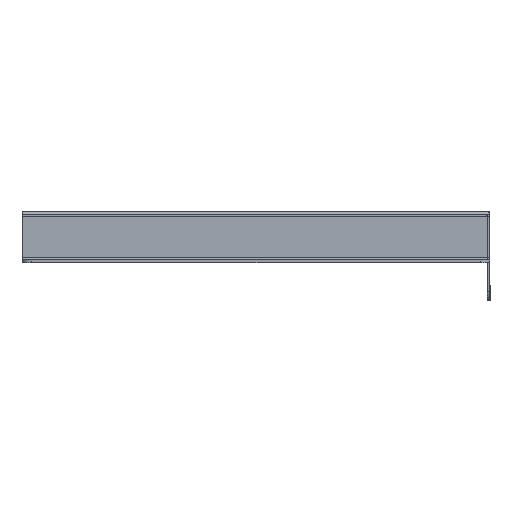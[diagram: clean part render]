
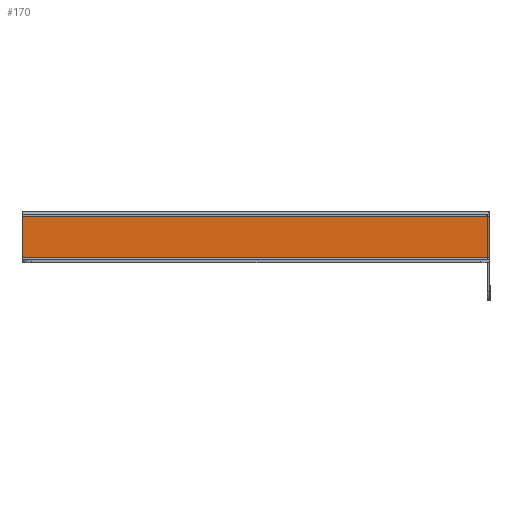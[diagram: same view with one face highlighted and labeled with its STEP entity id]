
A CAD part, left-side view. The second image highlights one B-rep face of the part: STEP entity #170.
In plain terms, the highlighted planar face has unit normal (-1, 0, 0).
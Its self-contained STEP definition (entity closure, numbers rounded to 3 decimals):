
#42 = DIRECTION ( 'NONE',  ( 0., 0., 1. ) ) ;
#59 = DIRECTION ( 'NONE',  ( 0., -1., 0. ) ) ;
#170 = ADVANCED_FACE ( 'NONE', ( #2981 ), #2376, .T. ) ;
#530 = VECTOR ( 'NONE', #1349, 1000. ) ;
#614 = CARTESIAN_POINT ( 'NONE',  ( -320., 0., -24. ) ) ;
#758 = EDGE_LOOP ( 'NONE', ( #1171, #3415, #1933, #1486 ) ) ;
#973 = DIRECTION ( 'NONE',  ( 0., -1., 0. ) ) ;
#1000 = EDGE_CURVE ( 'NONE', #2587, #2457, #2221, .T. ) ;
#1171 = ORIENTED_EDGE ( 'NONE', *, *, #1000, .F. ) ;
#1287 = CARTESIAN_POINT ( 'NONE',  ( -320., 240., -24. ) ) ;
#1333 = VECTOR ( 'NONE', #2795, 1000. ) ;
#1349 = DIRECTION ( 'NONE',  ( 0., 0., -1. ) ) ;
#1486 = ORIENTED_EDGE ( 'NONE', *, *, #2159, .T. ) ;
#1630 = AXIS2_PLACEMENT_3D ( 'NONE', #2972, #2956, #42 ) ;
#1743 = LINE ( 'NONE', #3646, #530 ) ;
#1831 = LINE ( 'NONE', #2391, #3922 ) ;
#1933 = ORIENTED_EDGE ( 'NONE', *, *, #3199, .T. ) ;
#1976 = CARTESIAN_POINT ( 'NONE',  ( -320., 240., -24. ) ) ;
#2159 = EDGE_CURVE ( 'NONE', #2392, #2457, #2279, .T. ) ;
#2221 = LINE ( 'NONE', #3789, #1333 ) ;
#2279 = LINE ( 'NONE', #1287, #3979 ) ;
#2376 = PLANE ( 'NONE',  #1630 ) ;
#2391 = CARTESIAN_POINT ( 'NONE',  ( -320., 240., -2.5 ) ) ;
#2392 = VERTEX_POINT ( 'NONE', #1976 ) ;
#2457 = VERTEX_POINT ( 'NONE', #614 ) ;
#2587 = VERTEX_POINT ( 'NONE', #2589 ) ;
#2589 = CARTESIAN_POINT ( 'NONE',  ( -320., 0., -2.5 ) ) ;
#2691 = CARTESIAN_POINT ( 'NONE',  ( -320., 240., -2.5 ) ) ;
#2795 = DIRECTION ( 'NONE',  ( 0., 0., -1. ) ) ;
#2956 = DIRECTION ( 'NONE',  ( -1., 0., 0. ) ) ;
#2972 = CARTESIAN_POINT ( 'NONE',  ( -320., 240., -25. ) ) ;
#2981 = FACE_OUTER_BOUND ( 'NONE', #758, .T. ) ;
#3199 = EDGE_CURVE ( 'NONE', #3343, #2392, #1743, .T. ) ;
#3343 = VERTEX_POINT ( 'NONE', #2691 ) ;
#3415 = ORIENTED_EDGE ( 'NONE', *, *, #3687, .F. ) ;
#3646 = CARTESIAN_POINT ( 'NONE',  ( -320., 240., -25. ) ) ;
#3687 = EDGE_CURVE ( 'NONE', #3343, #2587, #1831, .T. ) ;
#3789 = CARTESIAN_POINT ( 'NONE',  ( -320., 0., -25. ) ) ;
#3922 = VECTOR ( 'NONE', #59, 1000. ) ;
#3979 = VECTOR ( 'NONE', #973, 1000. ) ;
